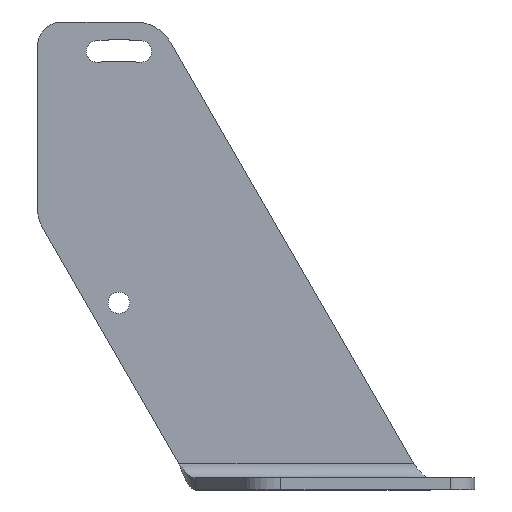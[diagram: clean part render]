
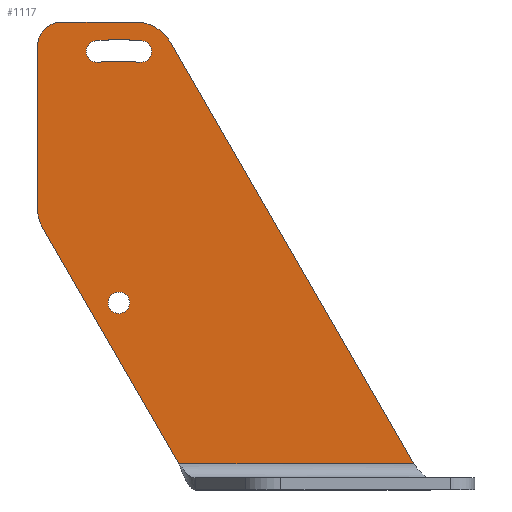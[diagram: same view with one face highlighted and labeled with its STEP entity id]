
A CAD part, top view. The second image highlights one B-rep face of the part: STEP entity #1117.
In plain terms, the highlighted planar face has unit normal (0, 0, 1).
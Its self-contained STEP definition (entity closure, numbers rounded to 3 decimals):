
#310=DIRECTION('',(1.,0.,0.));
#311=VECTOR('',#310,57.735);
#312=CARTESIAN_POINT('',(34.728,33.5,3.));
#313=LINE('',#312,#311);
#314=DIRECTION('',(0.5,-0.866,0.));
#315=VECTOR('',#314,66.776);
#316=CARTESIAN_POINT('',(1.34,91.33,3.));
#317=LINE('',#316,#315);
#318=CARTESIAN_POINT('',(10.,96.33,3.));
#319=DIRECTION('',(0.,0.,1.));
#320=DIRECTION('',(-1.,0.,0.));
#321=AXIS2_PLACEMENT_3D('',#318,#319,#320);
#323=DIRECTION('',(0.,-1.,0.));
#324=VECTOR('',#323,39.67);
#325=CARTESIAN_POINT('',(0.,136.,3.));
#326=LINE('',#325,#324);
#327=CARTESIAN_POINT('',(6.,136.,3.));
#328=DIRECTION('',(0.,0.,1.));
#329=DIRECTION('',(0.,1.,0.));
#330=AXIS2_PLACEMENT_3D('',#327,#328,#329);
#332=DIRECTION('',(-1.,0.,0.));
#333=VECTOR('',#332,18.047);
#334=CARTESIAN_POINT('',(24.047,142.,3.));
#335=LINE('',#334,#333);
#336=CARTESIAN_POINT('',(24.047,132.,3.));
#337=DIRECTION('',(0.,0.,1.));
#338=DIRECTION('',(0.866,0.5,0.));
#339=AXIS2_PLACEMENT_3D('',#336,#337,#338);
#341=DIRECTION('',(-0.5,0.866,0.));
#342=VECTOR('',#341,119.512);
#343=CARTESIAN_POINT('',(92.463,33.5,3.));
#344=LINE('',#343,#342);
#345=CARTESIAN_POINT('',(20.005,73.,3.));
#346=DIRECTION('',(0.,0.,-1.));
#347=DIRECTION('',(1.,0.,0.));
#348=AXIS2_PLACEMENT_3D('',#345,#346,#347);
#350=CARTESIAN_POINT('',(20.005,73.,3.));
#351=DIRECTION('',(0.,0.,-1.));
#352=DIRECTION('',(-1.,0.,0.));
#353=AXIS2_PLACEMENT_3D('',#350,#351,#352);
#355=CARTESIAN_POINT('',(25.409,134.764,3.));
#356=DIRECTION('',(0.,0.,-1.));
#357=DIRECTION('',(0.087,0.996,0.));
#358=AXIS2_PLACEMENT_3D('',#355,#356,#357);
#360=CARTESIAN_POINT('',(20.005,73.,3.));
#361=DIRECTION('',(0.,0.,-1.));
#362=DIRECTION('',(-0.087,0.996,0.));
#363=AXIS2_PLACEMENT_3D('',#360,#361,#362);
#365=CARTESIAN_POINT('',(14.602,134.764,3.));
#366=DIRECTION('',(0.,0.,-1.));
#367=DIRECTION('',(0.087,-0.996,0.));
#368=AXIS2_PLACEMENT_3D('',#365,#366,#367);
#370=CARTESIAN_POINT('',(20.005,73.,3.));
#371=DIRECTION('',(0.,0.,1.));
#372=DIRECTION('',(0.087,0.996,0.));
#373=AXIS2_PLACEMENT_3D('',#370,#371,#372);
#443=CARTESIAN_POINT('',(6.,142.,3.));
#444=CARTESIAN_POINT('',(0.,136.,3.));
#445=VERTEX_POINT('',#443);
#446=VERTEX_POINT('',#444);
#447=CARTESIAN_POINT('',(0.,96.33,3.));
#448=VERTEX_POINT('',#447);
#449=CARTESIAN_POINT('',(1.34,91.33,3.));
#450=VERTEX_POINT('',#449);
#459=CARTESIAN_POINT('',(32.707,137.,3.));
#460=CARTESIAN_POINT('',(24.047,142.,3.));
#461=VERTEX_POINT('',#459);
#462=VERTEX_POINT('',#460);
#467=CARTESIAN_POINT('',(34.728,33.5,3.));
#468=VERTEX_POINT('',#467);
#469=CARTESIAN_POINT('',(92.463,33.5,3.));
#470=VERTEX_POINT('',#469);
#491=CARTESIAN_POINT('',(22.655,73.,3.));
#492=CARTESIAN_POINT('',(17.355,73.,3.));
#493=VERTEX_POINT('',#491);
#494=VERTEX_POINT('',#492);
#503=CARTESIAN_POINT('',(25.64,137.404,3.));
#504=CARTESIAN_POINT('',(25.178,132.124,3.));
#505=VERTEX_POINT('',#503);
#506=VERTEX_POINT('',#504);
#507=CARTESIAN_POINT('',(14.833,132.124,3.));
#508=VERTEX_POINT('',#507);
#509=CARTESIAN_POINT('',(14.371,137.404,3.));
#510=VERTEX_POINT('',#509);
#1086=CARTESIAN_POINT('',(0.,0.,3.));
#1087=DIRECTION('',(0.,0.,1.));
#1088=DIRECTION('',(1.,0.,0.));
#1089=AXIS2_PLACEMENT_3D('',#1086,#1087,#1088);
#1090=PLANE('',#1089);
#1091=ORIENTED_EDGE('',*,*,#1073,.F.);
#1092=ORIENTED_EDGE('',*,*,#738,.F.);
#1093=ORIENTED_EDGE('',*,*,#758,.F.);
#1094=ORIENTED_EDGE('',*,*,#779,.F.);
#1095=ORIENTED_EDGE('',*,*,#800,.F.);
#1096=ORIENTED_EDGE('',*,*,#821,.F.);
#1097=ORIENTED_EDGE('',*,*,#842,.F.);
#1098=ORIENTED_EDGE('',*,*,#862,.F.);
#1099=EDGE_LOOP('',(#1091,#1092,#1093,#1094,#1095,#1096,#1097,#1098));
#1100=FACE_OUTER_BOUND('',#1099,.F.);
#1102=ORIENTED_EDGE('',*,*,#1101,.F.);
#1104=ORIENTED_EDGE('',*,*,#1103,.F.);
#1105=EDGE_LOOP('',(#1102,#1104));
#1106=FACE_BOUND('',#1105,.F.);
#1108=ORIENTED_EDGE('',*,*,#1107,.F.);
#1110=ORIENTED_EDGE('',*,*,#1109,.F.);
#1112=ORIENTED_EDGE('',*,*,#1111,.F.);
#1114=ORIENTED_EDGE('',*,*,#1113,.F.);
#1115=EDGE_LOOP('',(#1108,#1110,#1112,#1114));
#1116=FACE_BOUND('',#1115,.F.);
#1117=ADVANCED_FACE('',(#1100,#1106,#1116),#1090,.T.);
#322=CIRCLE('',#321,10.);
#331=CIRCLE('',#330,6.);
#340=CIRCLE('',#339,10.);
#349=CIRCLE('',#348,2.65);
#354=CIRCLE('',#353,2.65);
#359=CIRCLE('',#358,2.65);
#364=CIRCLE('',#363,64.65);
#369=CIRCLE('',#368,2.65);
#374=CIRCLE('',#373,59.35);
#738=EDGE_CURVE('',#450,#468,#317,.T.);
#758=EDGE_CURVE('',#448,#450,#322,.T.);
#779=EDGE_CURVE('',#446,#448,#326,.T.);
#800=EDGE_CURVE('',#445,#446,#331,.T.);
#821=EDGE_CURVE('',#462,#445,#335,.T.);
#842=EDGE_CURVE('',#461,#462,#340,.T.);
#862=EDGE_CURVE('',#470,#461,#344,.T.);
#1073=EDGE_CURVE('',#468,#470,#313,.T.);
#1101=EDGE_CURVE('',#493,#494,#349,.T.);
#1103=EDGE_CURVE('',#494,#493,#354,.T.);
#1107=EDGE_CURVE('',#505,#506,#359,.T.);
#1109=EDGE_CURVE('',#510,#505,#364,.T.);
#1111=EDGE_CURVE('',#508,#510,#369,.T.);
#1113=EDGE_CURVE('',#506,#508,#374,.T.);
